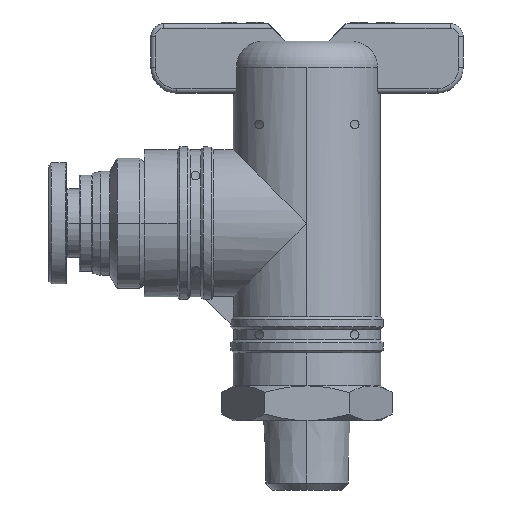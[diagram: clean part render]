
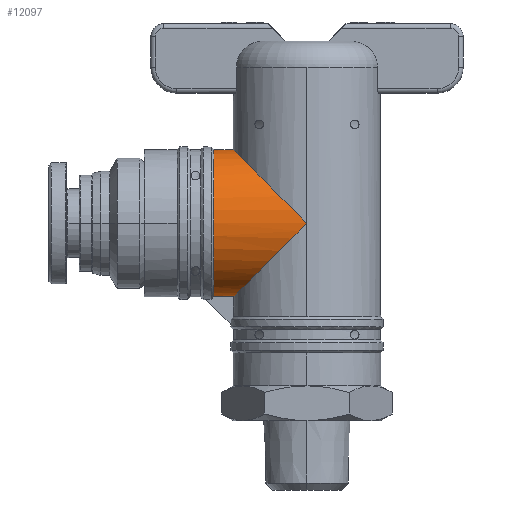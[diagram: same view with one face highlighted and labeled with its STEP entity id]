
A CAD part, left-side view. The second image highlights one B-rep face of the part: STEP entity #12097.
In plain terms, the highlighted cylindrical face has radius 8.5 mm (diameter 17 mm), a partial arc.
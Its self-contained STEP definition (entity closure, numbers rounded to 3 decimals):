
#990=CARTESIAN_POINT('',(-0.1,2.625,12.275));
#991=VERTEX_POINT('',#990);
#992=CARTESIAN_POINT('',(-0.1,4.875,12.275));
#993=VERTEX_POINT('',#992);
#994=CARTESIAN_POINT('',(-0.1,2.625,12.275));
#995=DIRECTION('',(0.0,1.0,0.0));
#996=VECTOR('',#995,2.25);
#997=LINE('',#994,#996);
#998=EDGE_CURVE('',#991,#993,#997,.T.);
#1009=CARTESIAN_POINT('',(-0.1,2.625,-4.725));
#1010=VERTEX_POINT('',#1009);
#1018=CARTESIAN_POINT('',(-0.1,4.875,-4.725));
#1019=VERTEX_POINT('',#1018);
#1020=CARTESIAN_POINT('',(-0.1,4.875,-4.725));
#1021=DIRECTION('',(0.0,-1.0,0.0));
#1022=VECTOR('',#1021,2.25);
#1023=LINE('',#1020,#1022);
#1024=EDGE_CURVE('',#1019,#1010,#1023,.T.);
#1247=CARTESIAN_POINT('',(-8.6,-5.875,3.775));
#1248=VERTEX_POINT('',#1247);
#1249=CARTESIAN_POINT('',(-0.1,-5.875,3.775));
#1250=DIRECTION('',(0.0,0.707,-0.707));
#1251=DIRECTION('',(0.0,0.707,0.707));
#1252=AXIS2_PLACEMENT_3D('',#1249,#1250,#1251);
#1253=ELLIPSE('',#1252,12.021,8.5);
#1254=EDGE_CURVE('',#1248,#991,#1253,.T.);
#1556=CARTESIAN_POINT('',(-0.1,-5.875,3.775));
#1557=DIRECTION('',(0.0,0.707,0.707));
#1558=DIRECTION('',(0.0,-0.707,0.707));
#1559=AXIS2_PLACEMENT_3D('',#1556,#1557,#1558);
#1560=ELLIPSE('',#1559,12.021,8.5);
#1561=EDGE_CURVE('',#1010,#1248,#1560,.T.);
#9243=CARTESIAN_POINT('',(-0.1,4.875,3.775));
#9244=DIRECTION('',(0.0,-1.0,0.0));
#9245=DIRECTION('',(1.0,0.0,0.0));
#9246=AXIS2_PLACEMENT_3D('',#9243,#9244,#9245);
#9247=CIRCLE('',#9246,8.5);
#9248=EDGE_CURVE('',#993,#1019,#9247,.T.);
#12085=CARTESIAN_POINT('',(-0.1,12.875,3.775));
#12086=DIRECTION('',(0.0,-1.0,0.0));
#12087=DIRECTION('',(1.0,0.0,0.0));
#12088=AXIS2_PLACEMENT_3D('',#12085,#12086,#12087);
#12089=CYLINDRICAL_SURFACE('',#12088,8.5);
#12090=ORIENTED_EDGE('',*,*,#998,.T.);
#12091=ORIENTED_EDGE('',*,*,#9248,.T.);
#12092=ORIENTED_EDGE('',*,*,#1024,.T.);
#12093=ORIENTED_EDGE('',*,*,#1561,.T.);
#12094=ORIENTED_EDGE('',*,*,#1254,.T.);
#12095=EDGE_LOOP('',(#12090,#12091,#12092,#12093,#12094));
#12096=FACE_OUTER_BOUND('',#12095,.T.);
#12097=ADVANCED_FACE('',(#12096),#12089,.T.);
